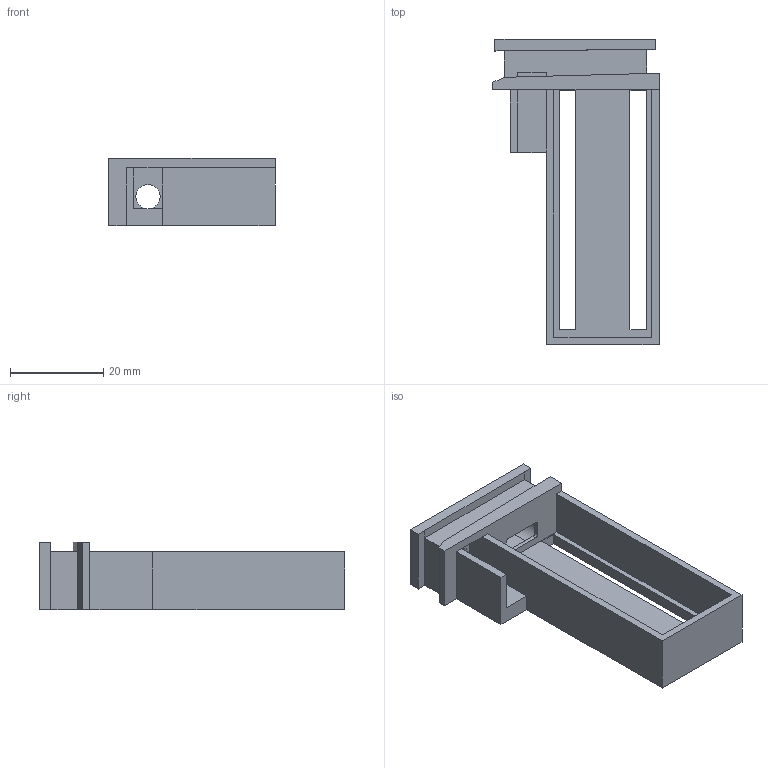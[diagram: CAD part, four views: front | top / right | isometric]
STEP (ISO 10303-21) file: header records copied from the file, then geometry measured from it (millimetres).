
FILE_DESCRIPTION(('FreeCAD Model'),'2;1');
FILE_NAME('Open CASCADE Shape Model','2024-11-05T16:39:21',(''),(''), 'Open CASCADE STEP processor 7.6','FreeCAD','Unknown');
FILE_SCHEMA(('AP242_MANAGED_MODEL_BASED_3D_ENGINEERING_MIM_LF. {1 0 10303 442 1 1 4 }'));
Length unit declared in the file: millimetre
Products named in the file (1): 左001 (Mirror #1)
Bounding box: 35.7 x 65.6 x 14.4 mm (x, y, z)
Volume: 8096.9 mm3; surface area: 8571.7 mm2
Topology: 1 solids, 1 shells, 60 faces, 168 edges, 109 vertices
Faces by surface type: plane 50, cylinder 10
Full cylindrical faces by diameter (mm): 5.2 x1, 8.7 x1
Entity records: 1945 total; most frequent: CARTESIAN_POINT 338, ORIENTED_EDGE 336, DIRECTION 311, EDGE_CURVE 168, LINE 147, VECTOR 147, VERTEX_POINT 109, AXIS2_PLACEMENT_3D 82
